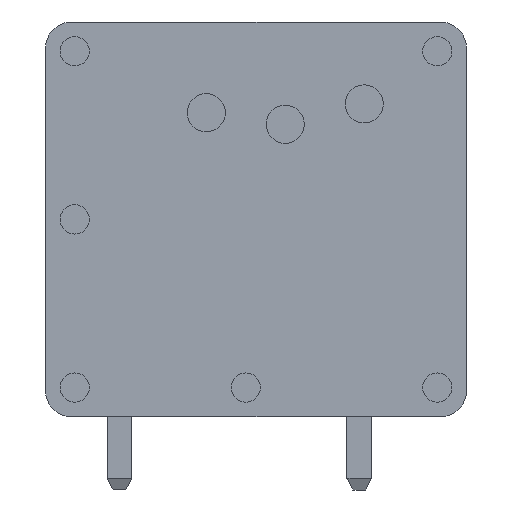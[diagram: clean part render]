
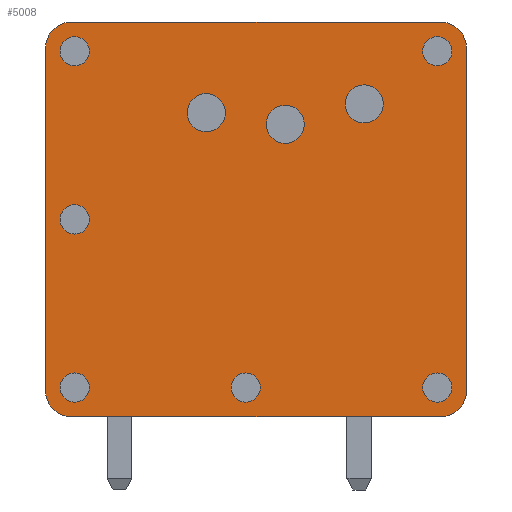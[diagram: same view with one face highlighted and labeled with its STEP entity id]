
A CAD part, front view. The second image highlights one B-rep face of the part: STEP entity #5008.
In plain terms, the highlighted planar face has unit normal (0, -1, 0).
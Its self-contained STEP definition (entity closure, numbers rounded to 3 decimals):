
#174=CIRCLE('',#5326,0.9);
#224=CIRCLE('',#5404,0.65);
#225=CIRCLE('',#5405,0.65);
#226=CIRCLE('',#5406,0.65);
#227=CIRCLE('',#5407,0.5);
#228=CIRCLE('',#5408,0.5);
#229=CIRCLE('',#5409,0.5);
#230=CIRCLE('',#5410,0.5);
#231=CIRCLE('',#5411,0.5);
#232=CIRCLE('',#5412,0.5);
#233=CIRCLE('',#5413,0.9);
#234=CIRCLE('',#5414,0.9);
#235=CIRCLE('',#5415,0.9);
#657=ORIENTED_EDGE('',*,*,#2075,.T.);
#658=ORIENTED_EDGE('',*,*,#2076,.T.);
#659=ORIENTED_EDGE('',*,*,#2077,.T.);
#660=ORIENTED_EDGE('',*,*,#2078,.T.);
#661=ORIENTED_EDGE('',*,*,#2079,.T.);
#662=ORIENTED_EDGE('',*,*,#2080,.T.);
#663=ORIENTED_EDGE('',*,*,#2081,.T.);
#664=ORIENTED_EDGE('',*,*,#2082,.T.);
#665=ORIENTED_EDGE('',*,*,#2083,.T.);
#666=ORIENTED_EDGE('',*,*,#1835,.T.);
#667=ORIENTED_EDGE('',*,*,#2084,.T.);
#668=ORIENTED_EDGE('',*,*,#2072,.T.);
#669=ORIENTED_EDGE('',*,*,#2085,.T.);
#670=ORIENTED_EDGE('',*,*,#2026,.T.);
#671=ORIENTED_EDGE('',*,*,#1820,.T.);
#672=ORIENTED_EDGE('',*,*,#1795,.T.);
#673=ORIENTED_EDGE('',*,*,#2086,.T.);
#1795=EDGE_CURVE('',#2522,#2521,#3018,.T.);
#1820=EDGE_CURVE('',#2546,#2522,#174,.T.);
#1835=EDGE_CURVE('',#2560,#2559,#3044,.T.);
#2026=EDGE_CURVE('',#2731,#2546,#3198,.T.);
#2072=EDGE_CURVE('',#2772,#2771,#3231,.T.);
#2075=EDGE_CURVE('',#2773,#2773,#224,.T.);
#2076=EDGE_CURVE('',#2774,#2774,#225,.T.);
#2077=EDGE_CURVE('',#2775,#2775,#226,.T.);
#2078=EDGE_CURVE('',#2776,#2776,#227,.T.);
#2079=EDGE_CURVE('',#2777,#2777,#228,.T.);
#2080=EDGE_CURVE('',#2778,#2778,#229,.T.);
#2081=EDGE_CURVE('',#2779,#2779,#230,.T.);
#2082=EDGE_CURVE('',#2780,#2780,#231,.T.);
#2083=EDGE_CURVE('',#2781,#2781,#232,.T.);
#2084=EDGE_CURVE('',#2559,#2772,#233,.T.);
#2085=EDGE_CURVE('',#2771,#2731,#234,.T.);
#2086=EDGE_CURVE('',#2521,#2560,#235,.T.);
#2521=VERTEX_POINT('',#7271);
#2522=VERTEX_POINT('',#7273);
#2546=VERTEX_POINT('',#7326);
#2559=VERTEX_POINT('',#7357);
#2560=VERTEX_POINT('',#7359);
#2731=VERTEX_POINT('',#7750);
#2771=VERTEX_POINT('',#7837);
#2772=VERTEX_POINT('',#7839);
#2773=VERTEX_POINT('',#7844);
#2774=VERTEX_POINT('',#7846);
#2775=VERTEX_POINT('',#7848);
#2776=VERTEX_POINT('',#7850);
#2777=VERTEX_POINT('',#7852);
#2778=VERTEX_POINT('',#7854);
#2779=VERTEX_POINT('',#7856);
#2780=VERTEX_POINT('',#7858);
#2781=VERTEX_POINT('',#7860);
#3018=LINE('',#7272,#3553);
#3044=LINE('',#7358,#3579);
#3198=LINE('',#7749,#3733);
#3231=LINE('',#7838,#3766);
#3553=VECTOR('',#5794,1000.);
#3579=VECTOR('',#5848,1000.);
#3733=VECTOR('',#6118,1000.);
#3766=VECTOR('',#6181,1000.);
#4120=EDGE_LOOP('',(#657));
#4121=EDGE_LOOP('',(#658));
#4122=EDGE_LOOP('',(#659));
#4123=EDGE_LOOP('',(#660));
#4124=EDGE_LOOP('',(#661));
#4125=EDGE_LOOP('',(#662));
#4126=EDGE_LOOP('',(#663));
#4127=EDGE_LOOP('',(#664));
#4128=EDGE_LOOP('',(#665));
#4129=EDGE_LOOP('',(#666,#667,#668,#669,#670,#671,#672,#673));
#4473=FACE_BOUND('',#4120,.T.);
#4474=FACE_BOUND('',#4121,.T.);
#4475=FACE_BOUND('',#4122,.T.);
#4476=FACE_BOUND('',#4123,.T.);
#4477=FACE_BOUND('',#4124,.T.);
#4478=FACE_BOUND('',#4125,.T.);
#4479=FACE_BOUND('',#4126,.T.);
#4480=FACE_BOUND('',#4127,.T.);
#4481=FACE_BOUND('',#4128,.T.);
#4482=FACE_BOUND('',#4129,.T.);
#4811=PLANE('',#5403);
#5008=ADVANCED_FACE('',(#4473,#4474,#4475,#4476,#4477,#4478,#4479,#4480,
#4481,#4482),#4811,.T.);
#5326=AXIS2_PLACEMENT_3D('',#7325,#5829,#5830);
#5403=AXIS2_PLACEMENT_3D('',#7842,#6184,#6185);
#5404=AXIS2_PLACEMENT_3D('',#7843,#6186,#6187);
#5405=AXIS2_PLACEMENT_3D('',#7845,#6188,#6189);
#5406=AXIS2_PLACEMENT_3D('',#7847,#6190,#6191);
#5407=AXIS2_PLACEMENT_3D('',#7849,#6192,#6193);
#5408=AXIS2_PLACEMENT_3D('',#7851,#6194,#6195);
#5409=AXIS2_PLACEMENT_3D('',#7853,#6196,#6197);
#5410=AXIS2_PLACEMENT_3D('',#7855,#6198,#6199);
#5411=AXIS2_PLACEMENT_3D('',#7857,#6200,#6201);
#5412=AXIS2_PLACEMENT_3D('',#7859,#6202,#6203);
#5413=AXIS2_PLACEMENT_3D('',#7861,#6204,#6205);
#5414=AXIS2_PLACEMENT_3D('',#7862,#6206,#6207);
#5415=AXIS2_PLACEMENT_3D('',#7863,#6208,#6209);
#5794=DIRECTION('',(0.,0.,1.));
#5829=DIRECTION('',(0.,-1.,0.));
#5830=DIRECTION('',(0.,0.,-1.));
#5848=DIRECTION('',(-1.,0.,0.));
#6118=DIRECTION('',(1.,0.,0.));
#6181=DIRECTION('',(0.,0.,-1.));
#6184=DIRECTION('',(0.,-1.,0.));
#6185=DIRECTION('',(0.,0.,-1.));
#6186=DIRECTION('',(0.,1.,0.));
#6187=DIRECTION('',(0.,0.,-1.));
#6188=DIRECTION('',(0.,1.,0.));
#6189=DIRECTION('',(0.,0.,-1.));
#6190=DIRECTION('',(0.,1.,0.));
#6191=DIRECTION('',(0.,0.,-1.));
#6192=DIRECTION('',(0.,1.,0.));
#6193=DIRECTION('',(0.,0.,-1.));
#6194=DIRECTION('',(0.,1.,0.));
#6195=DIRECTION('',(0.,0.,-1.));
#6196=DIRECTION('',(0.,1.,0.));
#6197=DIRECTION('',(0.,0.,-1.));
#6198=DIRECTION('',(0.,1.,0.));
#6199=DIRECTION('',(0.,0.,-1.));
#6200=DIRECTION('',(0.,1.,0.));
#6201=DIRECTION('',(0.,0.,-1.));
#6202=DIRECTION('',(0.,1.,0.));
#6203=DIRECTION('',(0.,0.,-1.));
#6204=DIRECTION('',(0.,-1.,0.));
#6205=DIRECTION('',(0.,0.,-1.));
#6206=DIRECTION('',(0.,-1.,0.));
#6207=DIRECTION('',(0.,0.,-1.));
#6208=DIRECTION('',(0.,-1.,0.));
#6209=DIRECTION('',(0.,0.,-1.));
#7271=CARTESIAN_POINT('',(14.4,0.,12.6));
#7272=CARTESIAN_POINT('',(14.4,0.,0.));
#7273=CARTESIAN_POINT('',(14.4,0.,0.9));
#7325=CARTESIAN_POINT('',(13.5,0.,0.9));
#7326=CARTESIAN_POINT('',(13.5,0.,0.));
#7357=CARTESIAN_POINT('',(0.9,0.,13.5));
#7358=CARTESIAN_POINT('',(14.4,0.,13.5));
#7359=CARTESIAN_POINT('',(13.5,0.,13.5));
#7749=CARTESIAN_POINT('',(0.,0.,0.));
#7750=CARTESIAN_POINT('',(0.9,0.,0.));
#7837=CARTESIAN_POINT('',(0.,0.,0.9));
#7838=CARTESIAN_POINT('',(0.,0.,13.5));
#7839=CARTESIAN_POINT('',(0.,0.,12.6));
#7842=CARTESIAN_POINT('',(0.,0.,0.));
#7843=CARTESIAN_POINT('',(8.2,0.,10.));
#7844=CARTESIAN_POINT('',(8.2,0.,9.35));
#7845=CARTESIAN_POINT('',(5.5,0.,10.4));
#7846=CARTESIAN_POINT('',(5.5,0.,9.75));
#7847=CARTESIAN_POINT('',(10.9,0.,10.7));
#7848=CARTESIAN_POINT('',(10.9,0.,10.05));
#7849=CARTESIAN_POINT('',(6.85,0.,1.));
#7850=CARTESIAN_POINT('',(6.85,0.,0.5));
#7851=CARTESIAN_POINT('',(13.4,0.,12.5));
#7852=CARTESIAN_POINT('',(13.4,0.,12.));
#7853=CARTESIAN_POINT('',(13.4,0.,1.));
#7854=CARTESIAN_POINT('',(13.4,0.,0.5));
#7855=CARTESIAN_POINT('',(1.,0.,1.));
#7856=CARTESIAN_POINT('',(1.,0.,0.5));
#7857=CARTESIAN_POINT('',(1.,0.,6.75));
#7858=CARTESIAN_POINT('',(1.,0.,6.25));
#7859=CARTESIAN_POINT('',(1.,0.,12.5));
#7860=CARTESIAN_POINT('',(1.,0.,12.));
#7861=CARTESIAN_POINT('',(0.9,0.,12.6));
#7862=CARTESIAN_POINT('',(0.9,0.,0.9));
#7863=CARTESIAN_POINT('',(13.5,0.,12.6));
